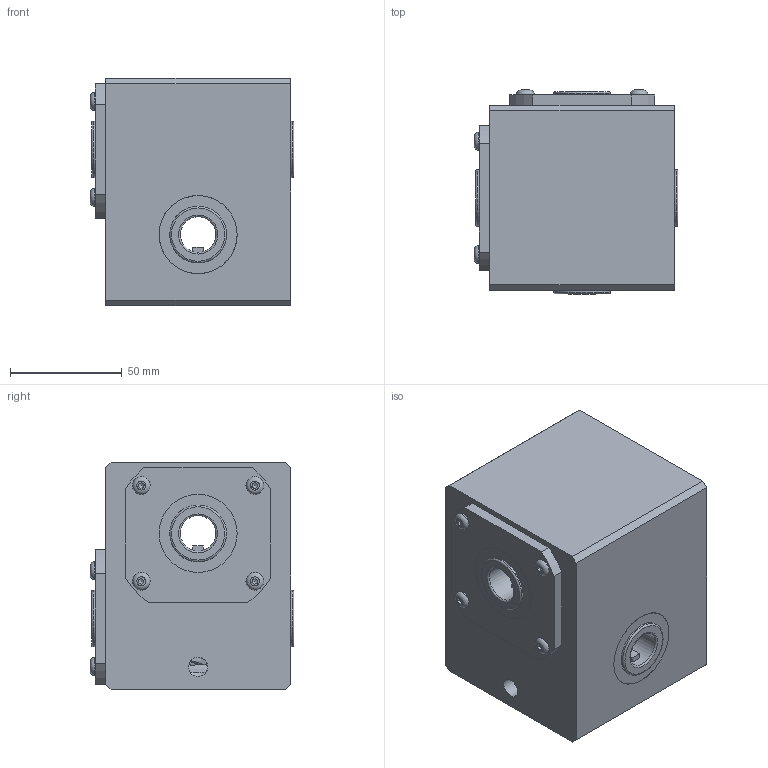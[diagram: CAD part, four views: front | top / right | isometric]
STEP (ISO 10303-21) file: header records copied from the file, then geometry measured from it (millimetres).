
FILE_DESCRIPTION((''),'2;1');
FILE_NAME('4304-0588 15T CRL SERIES IAS 1-1 RH A-.625 B-.625.stp','2013-04-05T09:08:30',('WCB'),(''),'Autodesk Inventor 2012','Autodesk Inventor 2012','');
FILE_SCHEMA(('AUTOMOTIVE_DESIGN { 1 0 10303 214 1 1 1 1 }'));
Length unit declared in the file: inch
Products named in the file (13): 4304-0588 15T CRL SERIES IAS 1-1 RH A-.625 B-; 4304-4630 hsg 15t series V3; R16 BEARING; PART12; PART13; 4304-4631 gear spacer 15t series; 4300-1124 o-ring -024 50 DUR; Spur gearing 15/15, 1.5; 4304-4632 BRG. CAP 15T SERIES; Hexagon Socket Button Head Cap Screw - No. 8 - 32 - 1/2; 4304-4637 SHAFT A-B-BORES .625 DIA 15T SERIES; 4304-4210; 4300-1389 shaft seal #101318tc 1.375 x 1.0 x 
Assembly tree (40 placements, depth 3):
  4304-0588 15T CRL SERIES IAS 1-1 RH A-.625 B-
    4304-4630 hsg 15t series V3
    R16 BEARING  x4
      PART12
      PART13
    4304-4631 gear spacer 15t series  x4
    4300-1124 o-ring -024 50 DUR  x8
    Spur gearing 15/15, 1.5  x2
    4304-4632 BRG. CAP 15T SERIES  x2
    Hexagon Socket Button Head Cap Screw - No. 8 - 32 - 1/2  x8
    4304-4637 SHAFT A-B-BORES .625 DIA 15T SERIES  x2
    4304-4210  x2
    4300-1389 shaft seal #101318tc 1.375 x 1.0 x   x4
Bounding box: 91.21 x 91.21 x 101.6 mm (x, y, z)
Volume: 552378.5 mm3; surface area: 212316.3 mm2
Topology: 49 solids, 49 shells, 622 faces, 1396 edges, 910 vertices
Faces by surface type: plane 230, cylinder 184, bspline 120, cone 46, torus 42
Full cylindrical faces by diameter (mm): 3.404 x8, 4.166 x16, 4.369 x8, 4.978 x8, 7.925 x8, 8.611 x2, 15.926 x2, 22.835 x4, 25.349 x6, 25.4 x8, 25.425 x4, 27.076 x4, 28.651 x4, 30.963 x12, 31.852 x4, 33.426 x4, 34.925 x8, 36.068 x4, 45.237 x12, 50.8 x8, 53.873 x2, 53.95 x2, 57.252 x2
Entity records: 9010 total; most frequent: CARTESIAN_POINT 3167, DIRECTION 1152, ORIENTED_EDGE 974, AXIS2_PLACEMENT_3D 527, EDGE_CURVE 487, EDGE_LOOP 381, VERTEX_POINT 366, CIRCLE 290
